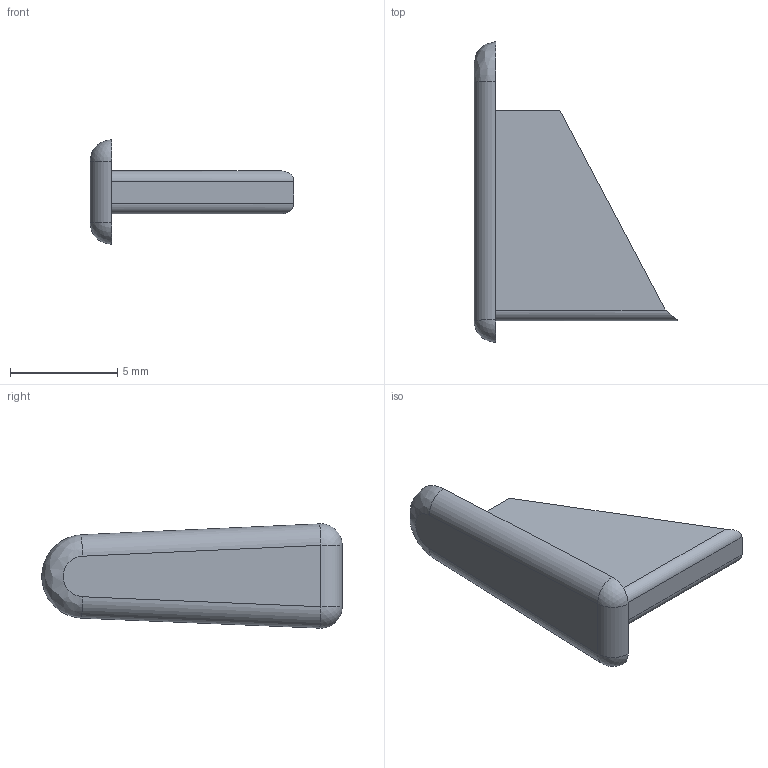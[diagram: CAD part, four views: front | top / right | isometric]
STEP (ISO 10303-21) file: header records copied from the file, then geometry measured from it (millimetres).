
FILE_DESCRIPTION(('STEP AP214'),'1');
FILE_NAME('cctmp_6B970F10-8C29-47E6-AEE7-F6FDB98B7D8B_2023_07_24_20_22_20_0485..stp','2023-07-24T18:22:20',('SIEMENS A&D'),('CADClick - www.CADClick.com'),'Spatial InterOp 3D postprocessed',' ','unknown authorization');
FILE_SCHEMA(('AUTOMOTIVE_DESIGN'));
Length unit declared in the file: millimetre
Products named in the file (1): 2023_07_24_20_22_20_0485
Bounding box: 9.5 x 14 x 4.86 mm (x, y, z)
Volume: 89.4 mm3; surface area: 375.3 mm2
Topology: 1 solids, 1 shells, 21 faces, 48 edges, 30 vertices
Faces by surface type: plane 13, cylinder 5, sphere 2, bspline 1
Entity records: 692 total; most frequent: CARTESIAN_POINT 115, DIRECTION 104, ORIENTED_EDGE 96, EDGE_CURVE 48, AXIS2_PLACEMENT_3D 35, LINE 34, VECTOR 34, VERTEX_POINT 30
